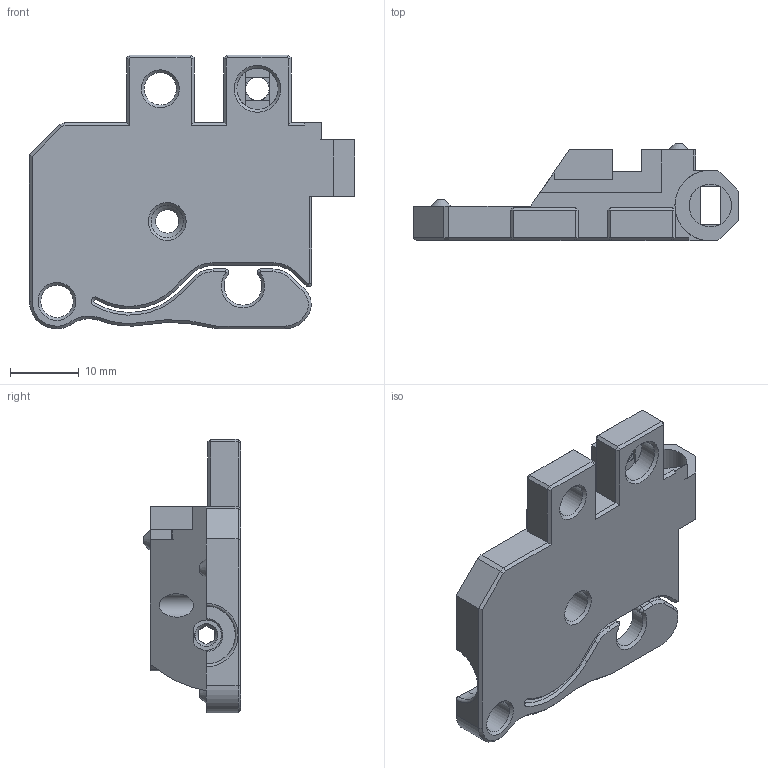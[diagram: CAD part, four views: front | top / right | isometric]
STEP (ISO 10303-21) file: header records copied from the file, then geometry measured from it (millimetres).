
FILE_DESCRIPTION(('FreeCAD Model'),'2;1');
FILE_NAME('Open CASCADE Shape Model','2025-03-05T10:55:05',( 'Theophile Boue'),('Uboe'),'Open CASCADE STEP processor 7.7', 'FreeCAD','Unknown');
FILE_SCHEMA(('AUTOMOTIVE_DESIGN { 1 0 10303 214 1 1 1 1 }'));
Length unit declared in the file: millimetre
Products named in the file (1): encoder_right_housing_remixed
Bounding box: 47.2 x 14.17 x 39.75 mm (x, y, z)
Volume: 7827.9 mm3; surface area: 5572.5 mm2
Topology: 1 solids, 1 shells, 305 faces, 799 edges, 502 vertices
Faces by surface type: plane 196, cylinder 45, cone 33, bspline 27, torus 4
Full cylindrical faces by diameter (mm): 3.2 x1, 3.4 x2, 4.7 x3, 6 x1, 6.2 x1, 8.8 x1
Entity records: 12013 total; most frequent: CARTESIAN_POINT 2373, ORIENTED_EDGE 1598, DIRECTION 1487, EDGE_CURVE 799, LINE 525, VECTOR 525, VERTEX_POINT 502, AXIS2_PLACEMENT_3D 481
